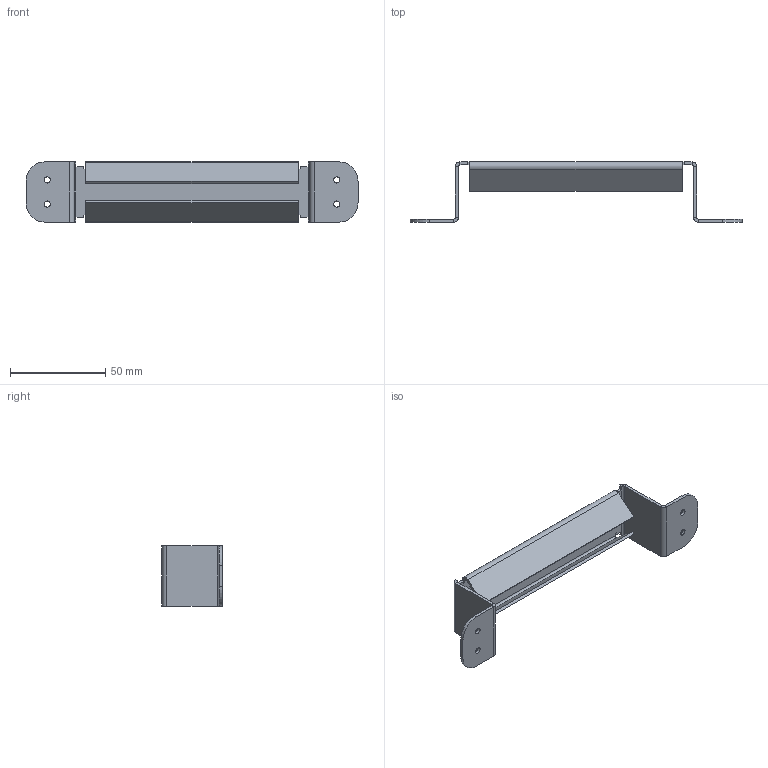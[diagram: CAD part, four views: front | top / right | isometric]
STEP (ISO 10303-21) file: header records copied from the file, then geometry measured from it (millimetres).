
FILE_DESCRIPTION(('FreeCAD Model'),'2;1');
FILE_NAME('Open CASCADE Shape Model','2025-10-27T13:54:07',(''),(''), 'Open CASCADE STEP processor 7.9','FreeCAD','Unknown');
FILE_SCHEMA(('AUTOMOTIVE_DESIGN { 1 0 10303 214 1 1 1 1 }'));
Length unit declared in the file: millimetre
Products named in the file (1): Repalcement Body
Bounding box: 174.6 x 31.75 x 31.75 mm (x, y, z)
Volume: 17348 mm3; surface area: 22716.7 mm2
Topology: 1 solids, 1 shells, 82 faces, 192 edges, 112 vertices
Faces by surface type: plane 62, cylinder 20
Full cylindrical faces by diameter (mm): 3.264 x4
Entity records: 4842 total; most frequent: CARTESIAN_POINT 843, DIRECTION 770, LINE 496, VECTOR 496, ORIENTED_EDGE 384, PCURVE 384, DEFINITIONAL_REPRESENTATION 384, EDGE_CURVE 192
